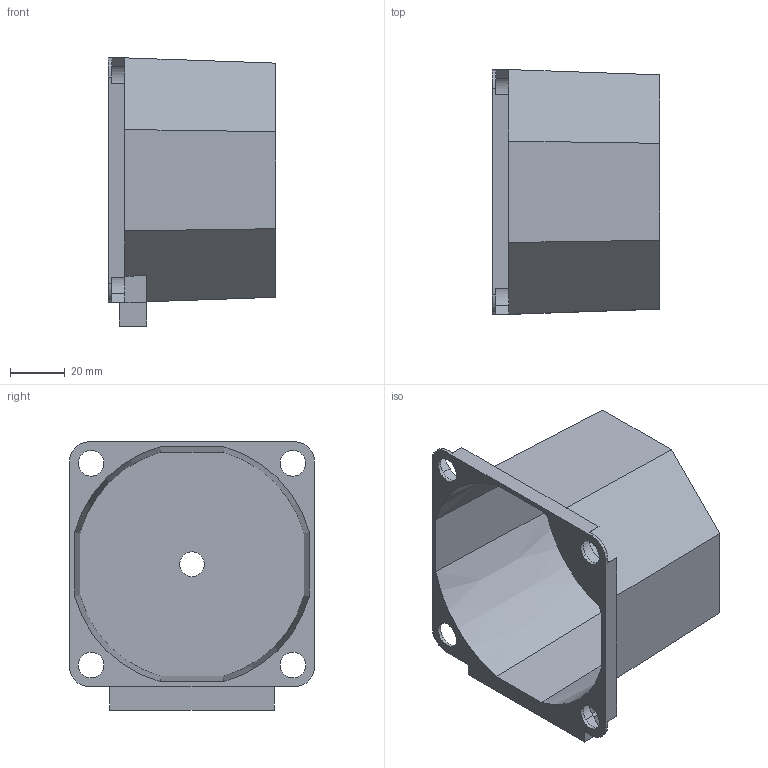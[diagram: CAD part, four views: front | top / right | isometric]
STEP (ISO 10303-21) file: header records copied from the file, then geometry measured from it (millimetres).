
FILE_DESCRIPTION(('starvars output'),'2;1');
FILE_NAME('f-rc961.stp','08:41:45 2014/09/12',( 'Thomas Industrial Network Germany GmbH'),( 'Thomas Industrial Network Germany GmbH'),'unknown preprocess','ACIS' ,'unknown authorization');
FILE_SCHEMA(('AUTOMOTIVE_DESIGN_CC2 {UNKNOWN IMPLEMENTATION LEVEL}'));
Length unit declared in the file: millimetre
Products named in the file (1): PRODUCT_ID_1
Bounding box: 61 x 89.2 x 97.8 mm (x, y, z)
Volume: 76750.3 mm3; surface area: 48958.7 mm2
Topology: 1 solids, 1 shells, 66 faces, 181 edges, 118 vertices
Faces by surface type: plane 44, cylinder 18, cone 4
Entity records: 2582 total; most frequent: ORIENTED_EDGE 362, CARTESIAN_POINT 354, DIRECTION 304, EDGE_CURVE 181, VECTOR 120, LINE 120, VERTEX_POINT 118, AXIS2_PLACEMENT_3D 92
